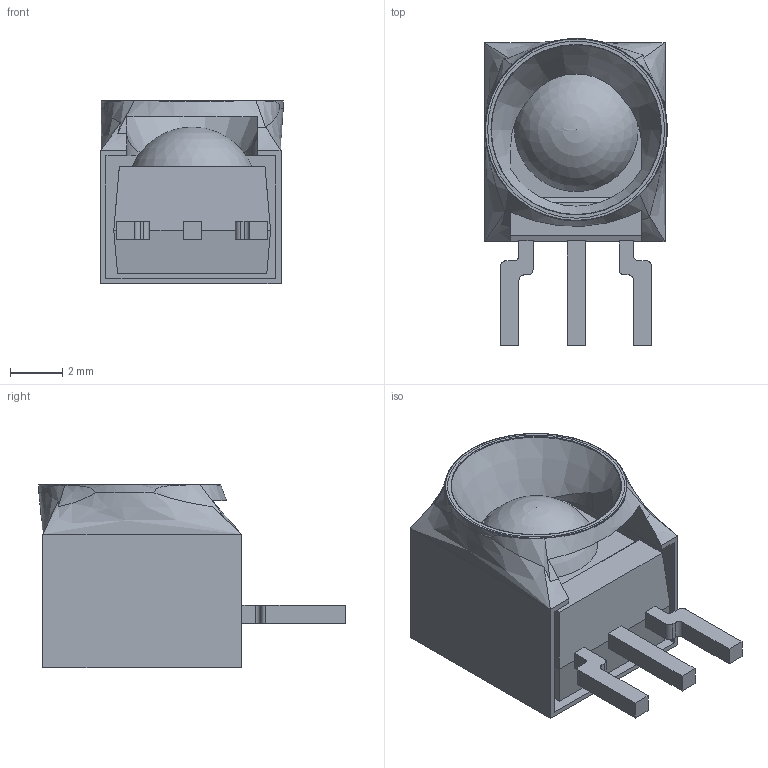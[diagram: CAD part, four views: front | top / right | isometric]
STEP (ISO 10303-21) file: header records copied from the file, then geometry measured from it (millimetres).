
FILE_DESCRIPTION(/* description */ (''),/* implementation_level */ '2;1');
FILE_NAME(/* name */ 'Closed Funnel_v1.step',/* time_stamp */ '2024-09-27T23:02:46-04:00',/* author */ (''),/* organization */ (''),/* preprocessor_version */ 'ST-DEVELOPER v20',/* originating_system */ 'Autodesk Translation Framework v13.14.0.145',/* authorisation */ '');
FILE_SCHEMA (('AUTOMOTIVE_DESIGN { 1 0 10303 214 3 1 1 }'));
Length unit declared in the file: millimetre
Products named in the file (3): Closed Funnel; Open Funnel v1; TSSP4038
Assembly tree (2 placements, depth 2):
  Closed Funnel
    Open Funnel v1
    TSSP4038
Bounding box: 6.99 x 11.74 x 7.03 mm (x, y, z)
Volume: 241.3 mm3; surface area: 704.2 mm2
Topology: 7 solids, 7 shells, 106 faces, 281 edges, 189 vertices
Faces by surface type: plane 64, bspline 23, cylinder 15, cone 3, sphere 1
Full cylindrical faces by diameter (mm): 6.524 x1, 6.776 x1, 6.95 x1
Entity records: 4109 total; most frequent: CARTESIAN_POINT 1499, ORIENTED_EDGE 560, DIRECTION 433, EDGE_CURVE 280, VERTEX_POINT 189, LINE 163, VECTOR 163, AXIS2_PLACEMENT_3D 135
